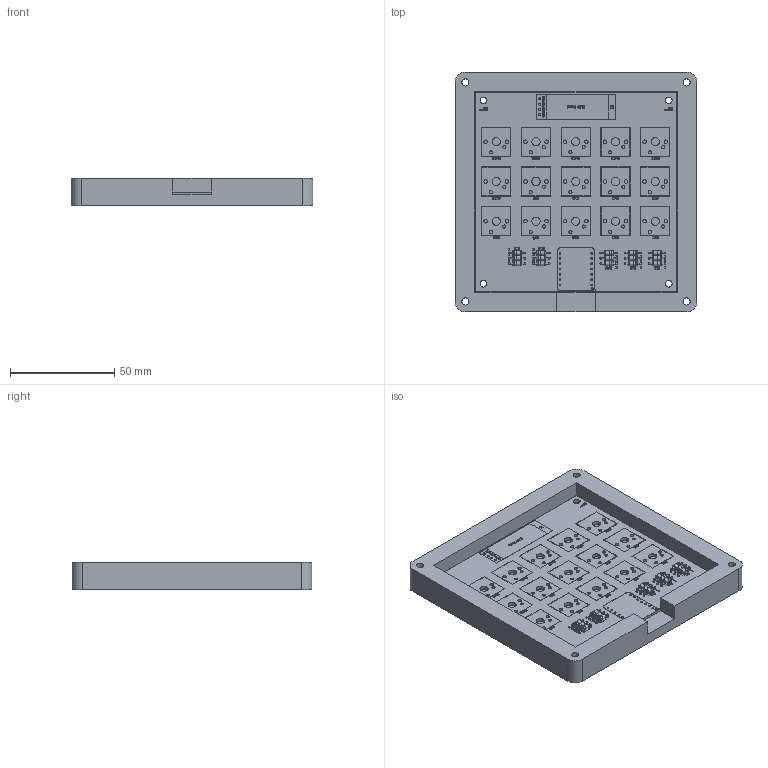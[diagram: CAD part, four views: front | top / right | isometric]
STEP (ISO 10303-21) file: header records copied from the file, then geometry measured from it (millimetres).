
FILE_DESCRIPTION(/* description */ (''),/* implementation_level */ '2;1');
FILE_NAME(/* name */ 'Hackpad Case Bottom with PCB.step',/* time_stamp */ '2026-01-13T19:17:40+01:00',/* author */ (''),/* organization */ (''),/* preprocessor_version */ 'ST-DEVELOPER v20.1',/* originating_system */ 'Autodesk Translation Framework v14.21.0.0',/* authorisation */ '');
FILE_SCHEMA (('AUTOMOTIVE_DESIGN { 1 0 10303 214 3 1 1 }'));
Length unit declared in the file: millimetre
Products named in the file (7): 2026-01-07-17-54-56-035; 2026-01-13-17-27-15-880; 2026-01-13-17-27-15-882; 2026-01-13-17-27-15-883; 2026-01-13-17-27-15-884; 2026-01-13-17-27-15-885; 2026-01-13-17-27-15-881
Assembly tree (20 placements, depth 3):
  2026-01-07-17-54-56-035
    2026-01-13-17-27-15-880
      2026-01-13-17-27-15-881  x15
      2026-01-13-17-27-15-882
      2026-01-13-17-27-15-883
      2026-01-13-17-27-15-884
      2026-01-13-17-27-15-885
Bounding box: 116 x 115 x 13 mm (x, y, z)
Volume: 91348.5 mm3; surface area: 74632.4 mm2
Topology: 32 solids, 202 shells, 597 faces, 4474 edges, 4149 vertices
Faces by surface type: plane 300, cylinder 237, torus 60
Full cylindrical faces by diameter (mm): 0.5 x45, 0.8 x30, 0.889 x14, 1 x4, 1.5 x30, 1.7 x30, 2 x30, 2.02 x15, 3.175 x4, 3.2 x4, 3.4 x4, 4 x15, 6 x8
Entity records: 39531 total; most frequent: CARTESIAN_POINT 8379, DIRECTION 6286, ORIENTED_EDGE 4635, EDGE_CURVE 4082, VERTEX_POINT 3897, LINE 2678, VECTOR 2678, AXIS2_PLACEMENT_3D 1804
